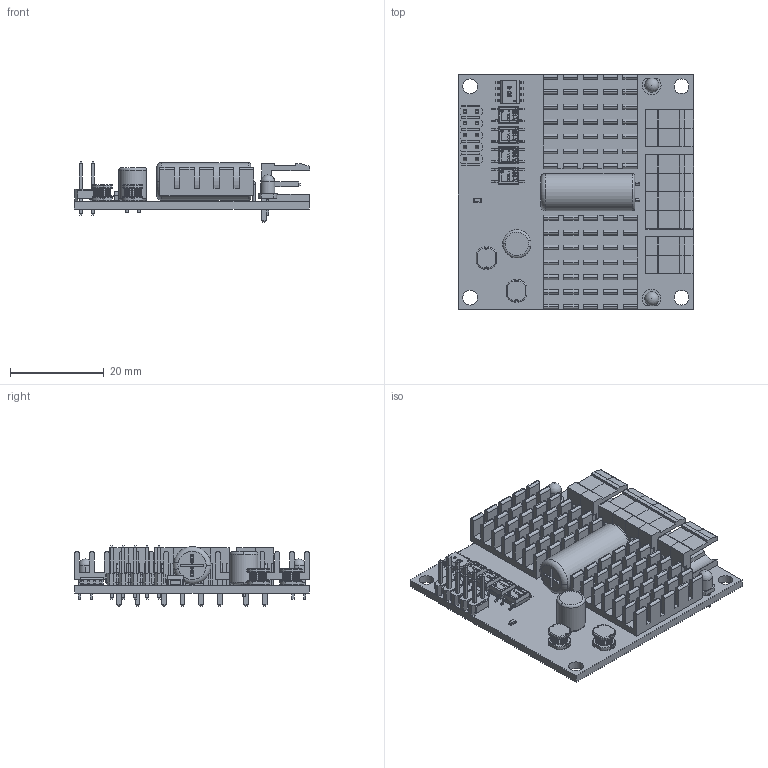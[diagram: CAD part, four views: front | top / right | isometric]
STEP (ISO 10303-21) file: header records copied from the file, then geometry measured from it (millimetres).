
FILE_DESCRIPTION(('Open CASCADE Model'),'2;1');
FILE_NAME('Open CASCADE Shape Model','2022-05-20T23:55:47',('Author'),( 'Open CASCADE'),'Open CASCADE STEP processor 6.8','Open CASCADE 6.8' ,'Unknown');
FILE_SCHEMA(('AUTOMOTIVE_DESIGN { 1 0 10303 214 1 1 1 1 }'));
Length unit declared in the file: millimetre
Products named in the file (33): PCB; Board; Open CASCADE STEP translator 6.8 1.1.1; LED2; User_Library-led_0603LED0603_red; L2; 萇覜CD43NP; L1; OP4; HCPL-181; User_Library-HCPL-181-1_K_X_F6rper_1; User_Library-HCPL-181-1_Beschriftung_1; User_Library-HCPL-181-1_Pins_1; OP3; OP2; OP1; IC1; SO-8; C20; 电容6x7; J1; HT396-1; P1; CN1; User_Library-PLD-xxPLD-10; C14; 电容8x20; P4; grLED1; 錨璃1; grLED2; Free-Models; 20x20x6散热
Assembly tree (48 placements, depth 4):
  PCB
    Board
      Open CASCADE STEP translator 6.8 1.1.1
    LED2
      User_Library-led_0603LED0603_red
    L2
      萇覜CD43NP
    L1
      萇覜CD43NP
    OP4
      HCPL-181
        User_Library-HCPL-181-1_K_X_F6rper_1
        User_Library-HCPL-181-1_Beschriftung_1
        User_Library-HCPL-181-1_Pins_1  x4
    OP3
      HCPL-181
        User_Library-HCPL-181-1_K_X_F6rper_1
        User_Library-HCPL-181-1_Beschriftung_1
        User_Library-HCPL-181-1_Pins_1  x4
    OP2
      HCPL-181
        User_Library-HCPL-181-1_K_X_F6rper_1
        User_Library-HCPL-181-1_Beschriftung_1
        User_Library-HCPL-181-1_Pins_1  x4
    OP1
      HCPL-181
        User_Library-HCPL-181-1_K_X_F6rper_1
        User_Library-HCPL-181-1_Beschriftung_1
        User_Library-HCPL-181-1_Pins_1  x4
    IC1
      SO-8
    C20
      电容6x7
    J1
      HT396-1  x4
    P1
      HT396-1  x2
    CN1
      User_Library-PLD-xxPLD-10
    C14
      电容8x20
    P4
      HT396-1  x2
    grLED1
      錨璃1
    grLED2
      錨璃1
    Free-Models
      20x20x6散热  x2
Bounding box: 50.06 x 50 x 12.9 mm (x, y, z)
Volume: 9078 mm3; surface area: 14603.4 mm2
Topology: 84 solids, 89 shells, 3472 faces, 8685 edges, 5514 vertices
Faces by surface type: plane 2041, cylinder 797, bspline 410, torus 186, sphere 24, cone 14
Full cylindrical faces by diameter (mm): 3.15 x4
Entity records: 48710 total; most frequent: CARTESIAN_POINT 11980, ORIENTED_EDGE 6371, DIRECTION 5921, EDGE_CURVE 3187, LINE 2319, VECTOR 2319, VERTEX_POINT 2034, AXIS2_PLACEMENT_3D 1801
